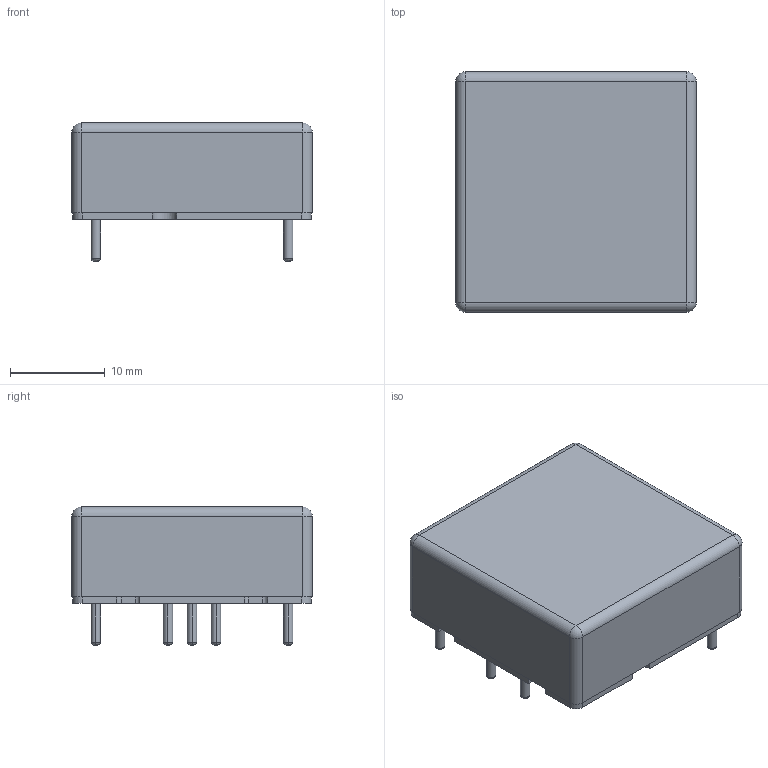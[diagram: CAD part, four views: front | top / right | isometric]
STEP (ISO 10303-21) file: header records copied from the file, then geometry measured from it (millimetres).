
FILE_DESCRIPTION(('FreeCAD Model'),'2;1');
FILE_NAME('RPA30-AW_3D_20190725.step','2019-07-25T14:43:52',('Author'),('') ,'Open CASCADE STEP processor 7.3','FreeCAD','Unknown');
FILE_SCHEMA(('AUTOMOTIVE_DESIGN { 1 0 10303 214 1 1 1 1 }'));
Length unit declared in the file: millimetre
Products named in the file (1): RPA30-AW
Bounding box: 25.4 x 25.4 x 14.6 mm (x, y, z)
Volume: 2722.4 mm3; surface area: 6444.4 mm2
Topology: 1 solids, 1 shells, 263 faces, 646 edges, 404 vertices
Faces by surface type: cylinder 111, plane 108, cone 24, bspline 12, sphere 8
Entity records: 8123 total; most frequent: CARTESIAN_POINT 1638, DIRECTION 1424, ORIENTED_EDGE 1292, EDGE_CURVE 646, AXIS2_PLACEMENT_3D 526, VERTEX_POINT 404, LINE 372, VECTOR 372
